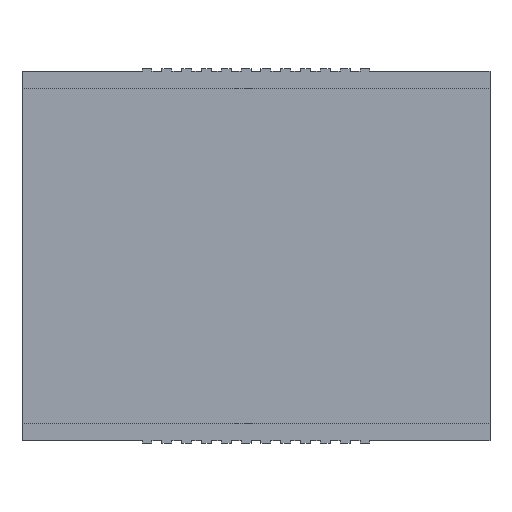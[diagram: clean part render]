
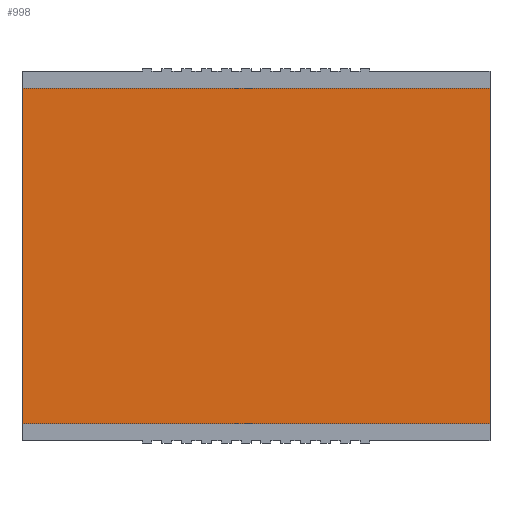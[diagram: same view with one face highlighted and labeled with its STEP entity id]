
A CAD part, top view. The second image highlights one B-rep face of the part: STEP entity #998.
In plain terms, the highlighted planar face has unit normal (0, 0, 1).
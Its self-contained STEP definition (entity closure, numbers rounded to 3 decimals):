
#998=ADVANCED_FACE('',(#2174),#2176,.T.);
#2174=FACE_BOUND('',#2175,.T.);
#2175=EDGE_LOOP('',(#3113,#3114,#3115,#3116));
#2176=PLANE('',#2177);
#2177=AXIS2_PLACEMENT_3D('',#2178,#2179,#2180);
#2178=CARTESIAN_POINT('',(0.,0.,2.8));
#2179=DIRECTION('',(0.,0.,1.));
#2180=DIRECTION('',(-1.,0.,0.));
#3113=ORIENTED_EDGE('',*,*,#3552,.T.);
#3114=ORIENTED_EDGE('',*,*,#3549,.T.);
#3115=ORIENTED_EDGE('',*,*,#3680,.T.);
#3116=ORIENTED_EDGE('',*,*,#3554,.T.);
#3549=EDGE_CURVE('',#4112,#4110,#4113,.T.);
#3552=EDGE_CURVE('',#4116,#4112,#4117,.T.);
#3554=EDGE_CURVE('',#4119,#4116,#4120,.T.);
#3680=EDGE_CURVE('',#4110,#4119,#4320,.T.);
#4110=VERTEX_POINT('',#5204);
#4112=VERTEX_POINT('',#5208);
#4113=LINE('',#5209,#5210);
#4116=VERTEX_POINT('',#5218);
#4117=LINE('',#5219,#5220);
#4119=VERTEX_POINT('',#5225);
#4120=LINE('',#5226,#5227);
#4320=LINE('',#5678,#5679);
#5204=CARTESIAN_POINT('',(-30.,-21.5,2.8));
#5208=CARTESIAN_POINT('',(-30.,21.5,2.8));
#5209=CARTESIAN_POINT('',(-30.,21.5,2.8));
#5210=VECTOR('',#5211,1.);
#5211=DIRECTION('',(0.,-1.,0.));
#5218=CARTESIAN_POINT('',(30.,21.5,2.8));
#5219=CARTESIAN_POINT('',(30.,21.5,2.8));
#5220=VECTOR('',#5221,1.);
#5221=DIRECTION('',(-1.,0.,0.));
#5225=CARTESIAN_POINT('',(30.,-21.5,2.8));
#5226=CARTESIAN_POINT('',(30.,-21.5,2.8));
#5227=VECTOR('',#5228,1.);
#5228=DIRECTION('',(0.,1.,0.));
#5678=CARTESIAN_POINT('',(-30.,-21.5,2.8));
#5679=VECTOR('',#5680,1.);
#5680=DIRECTION('',(1.,0.,0.));
